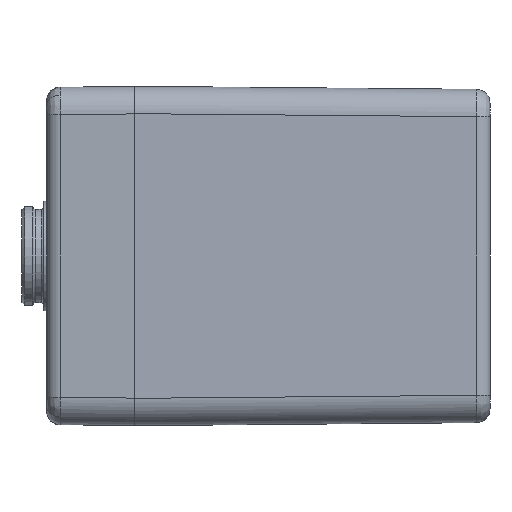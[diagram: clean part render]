
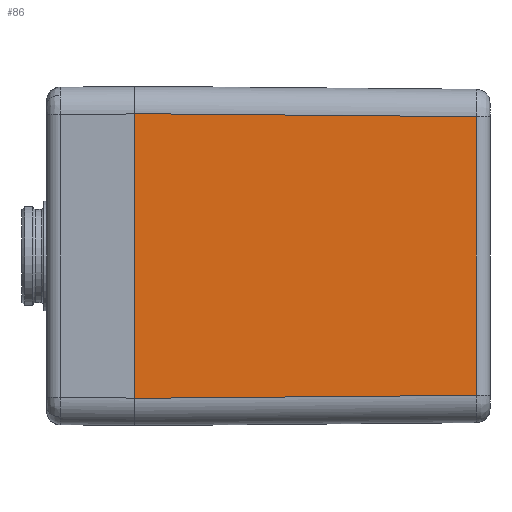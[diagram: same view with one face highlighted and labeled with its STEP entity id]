
A CAD part, left-side view. The second image highlights one B-rep face of the part: STEP entity #86.
In plain terms, the highlighted planar face has unit normal (-1, -0.009, 0).
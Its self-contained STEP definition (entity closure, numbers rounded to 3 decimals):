
#86 = ADVANCED_FACE ( 'NONE', ( #8495 ), #3276, .T. ) ;
#470 = ORIENTED_EDGE ( 'NONE', *, *, #4307, .F. ) ;
#739 = DIRECTION ( 'NONE',  ( 0.009, -1., 0.009 ) ) ;
#862 = ORIENTED_EDGE ( 'NONE', *, *, #4241, .T. ) ;
#941 = EDGE_CURVE ( 'NONE', #8437, #4528, #8982, .T. ) ;
#1175 = VECTOR ( 'NONE', #1302, 1000. ) ;
#1302 = DIRECTION ( 'NONE',  ( 0.009, -1., -0.009 ) ) ;
#1595 = DIRECTION ( 'NONE',  ( 0., 0., 1. ) ) ;
#2146 = CARTESIAN_POINT ( 'NONE',  ( -56.454, -62.522, 31. ) ) ;
#2513 = DIRECTION ( 'NONE',  ( -0.009, 1., 0. ) ) ;
#2626 = LINE ( 'NONE', #4756, #5492 ) ;
#2717 = LINE ( 'NONE', #10711, #1175 ) ;
#3008 = DIRECTION ( 'NONE',  ( -1., -0.009, 0. ) ) ;
#3276 = PLANE ( 'NONE',  #10478 ) ;
#3474 = EDGE_LOOP ( 'NONE', ( #11558, #470, #11022, #862 ) ) ;
#4241 = EDGE_CURVE ( 'NONE', #4528, #13213, #7626, .T. ) ;
#4307 = EDGE_CURVE ( 'NONE', #8437, #9151, #2626, .T. ) ;
#4528 = VERTEX_POINT ( 'NONE', #6930 ) ;
#4756 = CARTESIAN_POINT ( 'NONE',  ( -57., 0., 31. ) ) ;
#5331 = EDGE_CURVE ( 'NONE', #9151, #13213, #2717, .T. ) ;
#5492 = VECTOR ( 'NONE', #1595, 1000. ) ;
#6339 = DIRECTION ( 'NONE',  ( 0., 0., 1. ) ) ;
#6367 = VECTOR ( 'NONE', #6339, 1000. ) ;
#6414 = CARTESIAN_POINT ( 'NONE',  ( -57., 0., 26. ) ) ;
#6930 = CARTESIAN_POINT ( 'NONE',  ( -56.454, -62.522, -25.455 ) ) ;
#7626 = LINE ( 'NONE', #2146, #6367 ) ;
#8437 = VERTEX_POINT ( 'NONE', #9491 ) ;
#8495 = FACE_OUTER_BOUND ( 'NONE', #3474, .T. ) ;
#8687 = VECTOR ( 'NONE', #739, 1000. ) ;
#8982 = LINE ( 'NONE', #9115, #8687 ) ;
#9115 = CARTESIAN_POINT ( 'NONE',  ( -57., 0., -26. ) ) ;
#9151 = VERTEX_POINT ( 'NONE', #6414 ) ;
#9491 = CARTESIAN_POINT ( 'NONE',  ( -57., 0., -26. ) ) ;
#10478 = AXIS2_PLACEMENT_3D ( 'NONE', #12399, #3008, #2513 ) ;
#10711 = CARTESIAN_POINT ( 'NONE',  ( -57., 0.044, 26.001 ) ) ;
#11022 = ORIENTED_EDGE ( 'NONE', *, *, #941, .T. ) ;
#11125 = CARTESIAN_POINT ( 'NONE',  ( -56.454, -62.522, 25.455 ) ) ;
#11558 = ORIENTED_EDGE ( 'NONE', *, *, #5331, .F. ) ;
#12399 = CARTESIAN_POINT ( 'NONE',  ( -57., 0., 31. ) ) ;
#13213 = VERTEX_POINT ( 'NONE', #11125 ) ;
